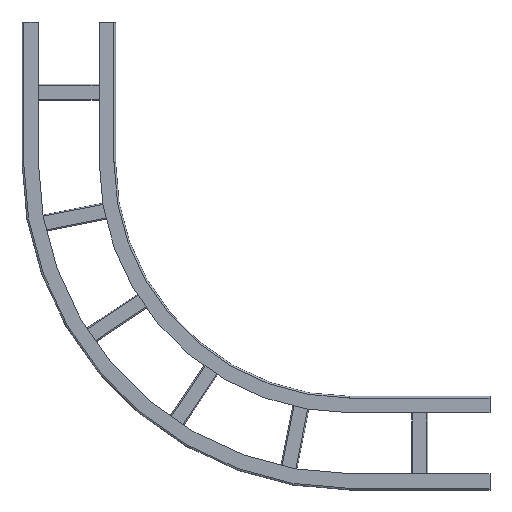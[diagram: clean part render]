
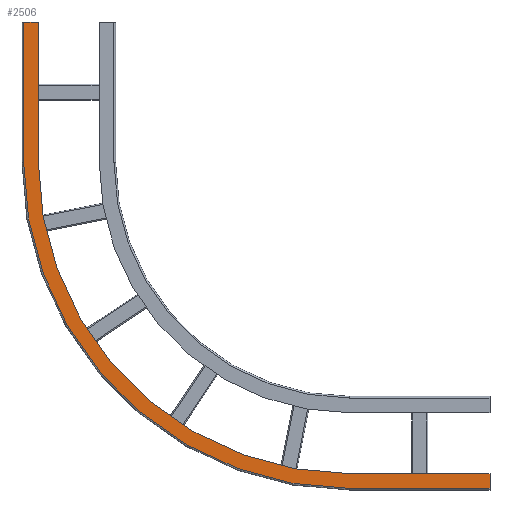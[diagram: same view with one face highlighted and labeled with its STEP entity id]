
A CAD part, front view. The second image highlights one B-rep face of the part: STEP entity #2506.
In plain terms, the highlighted planar face has unit normal (0, -1, 0).
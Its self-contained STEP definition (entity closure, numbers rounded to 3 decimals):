
#333=DIRECTION('',(0.,0.,-1.));
#334=VECTOR('',#333,31.5);
#335=CARTESIAN_POINT('',(1000.,0.,-965.));
#336=LINE('',#335,#334);
#479=CARTESIAN_POINT('',(700.,0.,-300.));
#480=DIRECTION('',(0.,-1.,0.));
#481=DIRECTION('',(-1.,0.,0.));
#482=AXIS2_PLACEMENT_3D('',#479,#480,#481);
#484=DIRECTION('',(-1.,0.,0.));
#485=VECTOR('',#484,31.5);
#486=CARTESIAN_POINT('',(35.,0.,0.));
#487=LINE('',#486,#485);
#488=CARTESIAN_POINT('',(700.,0.,-300.));
#489=DIRECTION('',(0.,1.,0.));
#490=DIRECTION('',(0.,0.,-1.));
#491=AXIS2_PLACEMENT_3D('',#488,#489,#490);
#493=DIRECTION('',(-1.,0.,0.));
#494=VECTOR('',#493,300.);
#495=CARTESIAN_POINT('',(1000.,0.,-965.));
#496=LINE('',#495,#494);
#512=DIRECTION('',(0.,0.,1.));
#513=VECTOR('',#512,300.);
#514=CARTESIAN_POINT('',(3.5,0.,-300.));
#515=LINE('',#514,#513);
#520=DIRECTION('',(-1.,0.,0.));
#521=VECTOR('',#520,300.);
#522=CARTESIAN_POINT('',(1000.,0.,-996.5));
#523=LINE('',#522,#521);
#532=DIRECTION('',(0.,0.,-1.));
#533=VECTOR('',#532,300.);
#534=CARTESIAN_POINT('',(35.,0.,0.));
#535=LINE('',#534,#533);
#1727=CARTESIAN_POINT('',(1000.,0.,-996.5));
#1729=VERTEX_POINT('',#1727);
#1750=CARTESIAN_POINT('',(3.5,0.,0.));
#1752=VERTEX_POINT('',#1750);
#2025=CARTESIAN_POINT('',(3.5,0.,-300.));
#2027=VERTEX_POINT('',#2025);
#2029=CARTESIAN_POINT('',(700.,0.,-996.5));
#2030=VERTEX_POINT('',#2029);
#2109=CARTESIAN_POINT('',(700.,0.,-965.));
#2111=VERTEX_POINT('',#2109);
#2113=CARTESIAN_POINT('',(1000.,0.,-965.));
#2114=VERTEX_POINT('',#2113);
#2116=CARTESIAN_POINT('',(35.,0.,-300.));
#2118=VERTEX_POINT('',#2116);
#2119=CARTESIAN_POINT('',(35.,0.,0.));
#2120=VERTEX_POINT('',#2119);
#2485=CARTESIAN_POINT('',(35.,0.,-300.));
#2486=DIRECTION('',(0.,-1.,0.));
#2487=DIRECTION('',(1.,0.,0.));
#2488=AXIS2_PLACEMENT_3D('',#2485,#2486,#2487);
#2489=PLANE('',#2488);
#2491=ORIENTED_EDGE('',*,*,#2490,.F.);
#2493=ORIENTED_EDGE('',*,*,#2492,.T.);
#2494=ORIENTED_EDGE('',*,*,#2308,.F.);
#2496=ORIENTED_EDGE('',*,*,#2495,.T.);
#2498=ORIENTED_EDGE('',*,*,#2497,.F.);
#2500=ORIENTED_EDGE('',*,*,#2499,.F.);
#2501=ORIENTED_EDGE('',*,*,#2420,.T.);
#2503=ORIENTED_EDGE('',*,*,#2502,.T.);
#2504=EDGE_LOOP('',(#2491,#2493,#2494,#2496,#2498,#2500,#2501,#2503));
#2505=FACE_OUTER_BOUND('',#2504,.F.);
#2506=ADVANCED_FACE('',(#2505),#2489,.T.);
#483=CIRCLE('',#482,696.5);
#492=CIRCLE('',#491,665.);
#2308=EDGE_CURVE('',#2120,#1752,#487,.T.);
#2420=EDGE_CURVE('',#2114,#1729,#336,.T.);
#2490=EDGE_CURVE('',#2027,#2030,#483,.T.);
#2492=EDGE_CURVE('',#2027,#1752,#515,.T.);
#2495=EDGE_CURVE('',#2120,#2118,#535,.T.);
#2497=EDGE_CURVE('',#2111,#2118,#492,.T.);
#2499=EDGE_CURVE('',#2114,#2111,#496,.T.);
#2502=EDGE_CURVE('',#1729,#2030,#523,.T.);
